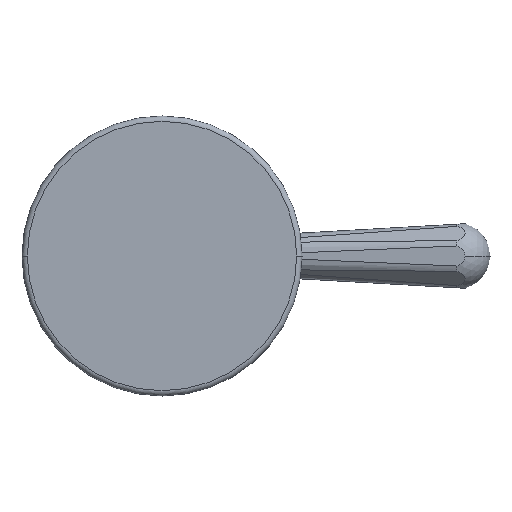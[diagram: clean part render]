
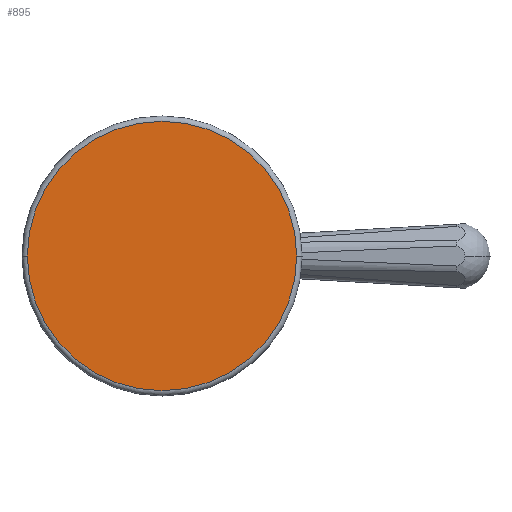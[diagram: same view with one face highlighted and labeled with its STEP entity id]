
A CAD part, front view. The second image highlights one B-rep face of the part: STEP entity #895.
In plain terms, the highlighted planar face has unit normal (0, -1, 0).
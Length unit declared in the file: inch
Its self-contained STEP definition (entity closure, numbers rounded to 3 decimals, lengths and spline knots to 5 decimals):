
#52=CARTESIAN_POINT('',(0.,0.,0.));
#53=DIRECTION('',(0.,1.,0.));
#54=DIRECTION('',(1.,0.,0.));
#55=AXIS2_PLACEMENT_3D('',#52,#53,#54);
#62=CARTESIAN_POINT('',(0.,0.,0.));
#63=DIRECTION('',(0.,-1.,0.));
#64=DIRECTION('',(1.,0.,0.));
#65=AXIS2_PLACEMENT_3D('',#62,#63,#64);
#674=CARTESIAN_POINT('',(1.2625,0.,0.));
#675=CARTESIAN_POINT('',(-1.2625,0.,0.));
#676=VERTEX_POINT('',#674);
#677=VERTEX_POINT('',#675);
#885=CARTESIAN_POINT('',(0.,0.,0.));
#886=DIRECTION('',(0.,1.,0.));
#887=DIRECTION('',(-1.,0.,0.));
#888=AXIS2_PLACEMENT_3D('',#885,#886,#887);
#889=PLANE('',#888);
#891=ORIENTED_EDGE('',*,*,#890,.F.);
#892=ORIENTED_EDGE('',*,*,#875,.T.);
#893=EDGE_LOOP('',(#891,#892));
#894=FACE_OUTER_BOUND('',#893,.F.);
#895=ADVANCED_FACE('',(#894),#889,.F.);
#56=CIRCLE('',#55,1.2625);
#66=CIRCLE('',#65,1.2625);
#875=EDGE_CURVE('',#676,#677,#56,.T.);
#890=EDGE_CURVE('',#676,#677,#66,.T.);
